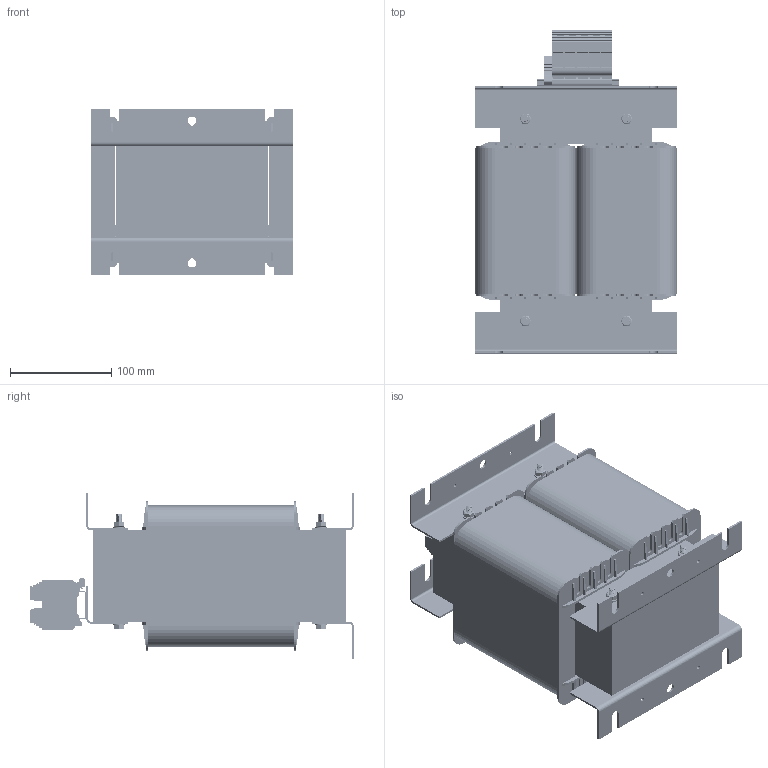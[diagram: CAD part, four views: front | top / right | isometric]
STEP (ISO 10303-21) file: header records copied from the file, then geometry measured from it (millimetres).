
FILE_DESCRIPTION(/* description */ (''),/* implementation_level */ '2;1');
FILE_NAME(/* name */ 'TKX3.stp',/* time_stamp */ '2022-08-24T10:20:18+02:00',/* author */ ('amr'),/* organization */ (''),/* preprocessor_version */ 'ST-DEVELOPER v16.13',/* originating_system */ 'Autodesk Inventor 2018',/* authorisation */ '');
FILE_SCHEMA (('AUTOMOTIVE_DESIGN { 1 0 10303 214 3 1 1 }'));
Products named in the file (1): TKX3.15
Bounding box: 200 x 319.3 x 164 mm (x, y, z)
Surface area: 549762.3 mm2 (no closed solid volume)
Topology: 0 solids, 36 shells, 1419 faces, 4359 edges, 2974 vertices
Faces by surface type: plane 1069, cylinder 330, cone 12, bspline 8
Full cylindrical faces by diameter (mm): 3.5 x7, 5.8 x1, 6.4 x10, 9 x3, 12 x8
Entity records: 86566 total; most frequent: CARTESIAN_POINT 46960, DIRECTION 7848, ORIENTED_EDGE 7712, EDGE_CURVE 4310, LINE 3444, VECTOR 3444, VERTEX_POINT 2966, AXIS2_PLACEMENT_3D 2202
